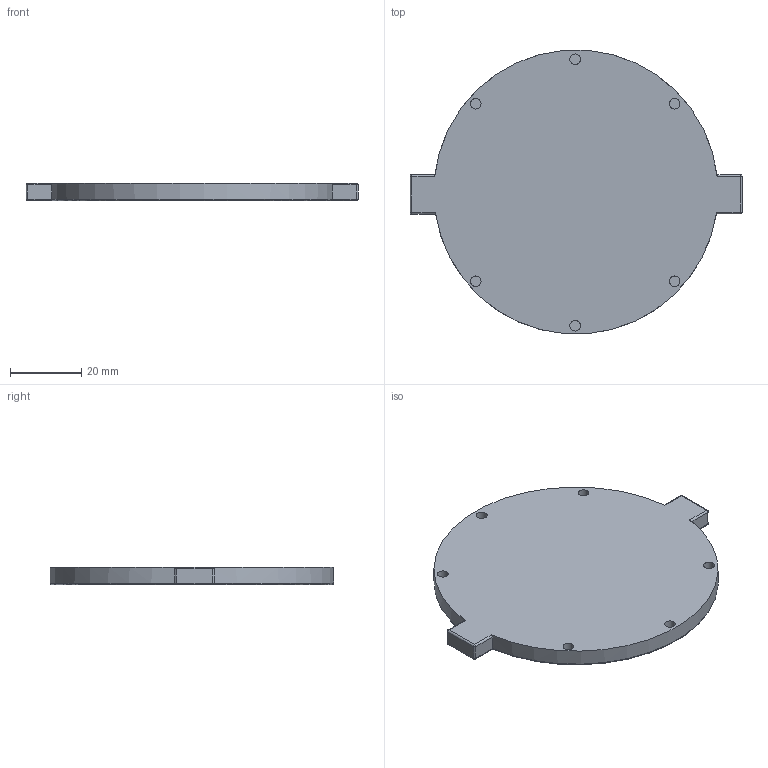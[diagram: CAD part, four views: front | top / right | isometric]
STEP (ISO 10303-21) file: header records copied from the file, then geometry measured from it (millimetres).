
FILE_DESCRIPTION(/* description */ (''),/* implementation_level */ '2;1');
FILE_NAME(/* name */ 'bottom.step',/* time_stamp */ '2025-12-25T12:42:22+05:30',/* author */ (''),/* organization */ (''),/* preprocessor_version */ 'ST-DEVELOPER v20.1',/* originating_system */ 'Autodesk Translation Framework v14.21.0.0',/* authorisation */ '');
FILE_SCHEMA (('AUTOMOTIVE_DESIGN { 1 0 10303 214 3 1 1 }'));
Length unit declared in the file: millimetre
Products named in the file (1): 2025-12-25-12-42-22-395
Bounding box: 93.46 x 79.72 x 5 mm (x, y, z)
Volume: 25746.9 mm3; surface area: 11850.2 mm2
Topology: 1 solids, 1 shells, 48 faces, 92 edges, 52 vertices
Faces by surface type: cylinder 24, plane 14, sphere 8, torus 2
Full cylindrical faces by diameter (mm): 3 x6
Entity records: 1312 total; most frequent: CARTESIAN_POINT 287, DIRECTION 224, ORIENTED_EDGE 184, EDGE_CURVE 92, AXIS2_PLACEMENT_3D 91, EDGE_LOOP 54, VERTEX_POINT 52, FACE_OUTER_BOUND 48
